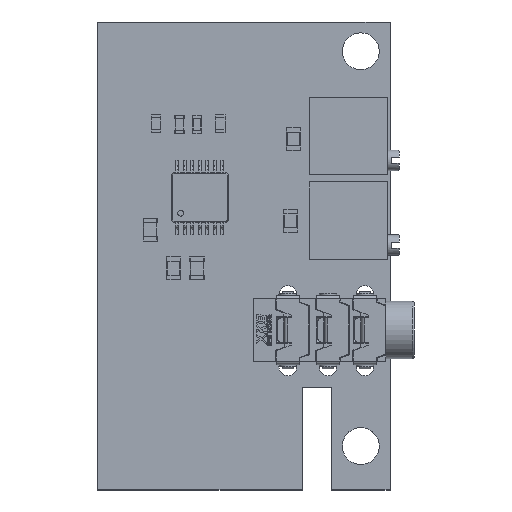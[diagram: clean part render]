
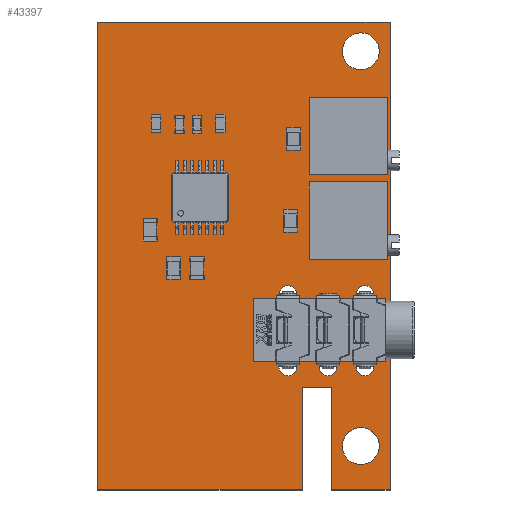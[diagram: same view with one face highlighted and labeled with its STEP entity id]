
A CAD part, top view. The second image highlights one B-rep face of the part: STEP entity #43397.
In plain terms, the highlighted planar face has unit normal (0, 0, 1).
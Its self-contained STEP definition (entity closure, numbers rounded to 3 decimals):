
#43072 = VERTEX_POINT('',#43073);
#43073 = CARTESIAN_POINT('',(12.705,-11.425,1.6));
#43079 = EDGE_CURVE('',#43072,#43080,#43082,.T.);
#43080 = VERTEX_POINT('',#43081);
#43081 = CARTESIAN_POINT('',(12.705,-20.315,1.6));
#43082 = LINE('',#43083,#43084);
#43083 = CARTESIAN_POINT('',(12.705,-11.425,1.6));
#43084 = VECTOR('',#43085,1.);
#43085 = DIRECTION('',(0.,-1.,0.));
#43112 = VERTEX_POINT('',#43113);
#43113 = CARTESIAN_POINT('',(12.705,20.325,1.6));
#43119 = EDGE_CURVE('',#43112,#43072,#43120,.T.);
#43120 = LINE('',#43121,#43122);
#43121 = CARTESIAN_POINT('',(12.705,20.325,1.6));
#43122 = VECTOR('',#43123,1.);
#43123 = DIRECTION('',(0.,-1.,0.));
#43141 = EDGE_CURVE('',#43080,#43142,#43144,.T.);
#43142 = VERTEX_POINT('',#43143);
#43143 = CARTESIAN_POINT('',(7.625,-20.315,1.6));
#43144 = LINE('',#43145,#43146);
#43145 = CARTESIAN_POINT('',(12.705,-20.315,1.6));
#43146 = VECTOR('',#43147,1.);
#43147 = DIRECTION('',(-1.,0.,0.));
#43397 = ADVANCED_FACE('',(#43398,#43457,#43468,#43479,#43490,#43501,
    #43512,#43523,#43534,#43545,#43556,#43567,#43578,#43589,#43600,
    #43611),#43622,.F.);
#43398 = FACE_BOUND('',#43399,.F.);
#43399 = EDGE_LOOP('',(#43400,#43401,#43402,#43410,#43418,#43426,#43434,
    #43442,#43450,#43456));
#43400 = ORIENTED_EDGE('',*,*,#43079,.T.);
#43401 = ORIENTED_EDGE('',*,*,#43141,.T.);
#43402 = ORIENTED_EDGE('',*,*,#43403,.T.);
#43403 = EDGE_CURVE('',#43142,#43404,#43406,.T.);
#43404 = VERTEX_POINT('',#43405);
#43405 = CARTESIAN_POINT('',(7.625,-11.425,1.6));
#43406 = LINE('',#43407,#43408);
#43407 = CARTESIAN_POINT('',(7.625,-20.315,1.6));
#43408 = VECTOR('',#43409,1.);
#43409 = DIRECTION('',(0.,1.,0.));
#43410 = ORIENTED_EDGE('',*,*,#43411,.T.);
#43411 = EDGE_CURVE('',#43404,#43412,#43414,.T.);
#43412 = VERTEX_POINT('',#43413);
#43413 = CARTESIAN_POINT('',(5.085,-11.425,1.6));
#43414 = LINE('',#43415,#43416);
#43415 = CARTESIAN_POINT('',(7.625,-11.425,1.6));
#43416 = VECTOR('',#43417,1.);
#43417 = DIRECTION('',(-1.,0.,0.));
#43418 = ORIENTED_EDGE('',*,*,#43419,.T.);
#43419 = EDGE_CURVE('',#43412,#43420,#43422,.T.);
#43420 = VERTEX_POINT('',#43421);
#43421 = CARTESIAN_POINT('',(5.085,-20.315,1.6));
#43422 = LINE('',#43423,#43424);
#43423 = CARTESIAN_POINT('',(5.085,-11.425,1.6));
#43424 = VECTOR('',#43425,1.);
#43425 = DIRECTION('',(0.,-1.,0.));
#43426 = ORIENTED_EDGE('',*,*,#43427,.T.);
#43427 = EDGE_CURVE('',#43420,#43428,#43430,.T.);
#43428 = VERTEX_POINT('',#43429);
#43429 = CARTESIAN_POINT('',(-12.695,-20.315,1.6));
#43430 = LINE('',#43431,#43432);
#43431 = CARTESIAN_POINT('',(5.085,-20.315,1.6));
#43432 = VECTOR('',#43433,1.);
#43433 = DIRECTION('',(-1.,0.,0.));
#43434 = ORIENTED_EDGE('',*,*,#43435,.T.);
#43435 = EDGE_CURVE('',#43428,#43436,#43438,.T.);
#43436 = VERTEX_POINT('',#43437);
#43437 = CARTESIAN_POINT('',(-12.695,-11.425,1.6));
#43438 = LINE('',#43439,#43440);
#43439 = CARTESIAN_POINT('',(-12.695,-20.315,1.6));
#43440 = VECTOR('',#43441,1.);
#43441 = DIRECTION('',(0.,1.,0.));
#43442 = ORIENTED_EDGE('',*,*,#43443,.T.);
#43443 = EDGE_CURVE('',#43436,#43444,#43446,.T.);
#43444 = VERTEX_POINT('',#43445);
#43445 = CARTESIAN_POINT('',(-12.695,20.325,1.6));
#43446 = LINE('',#43447,#43448);
#43447 = CARTESIAN_POINT('',(-12.695,-11.425,1.6));
#43448 = VECTOR('',#43449,1.);
#43449 = DIRECTION('',(0.,1.,0.));
#43450 = ORIENTED_EDGE('',*,*,#43451,.T.);
#43451 = EDGE_CURVE('',#43444,#43112,#43452,.T.);
#43452 = LINE('',#43453,#43454);
#43453 = CARTESIAN_POINT('',(-12.695,20.325,1.6));
#43454 = VECTOR('',#43455,1.);
#43455 = DIRECTION('',(1.,0.,0.));
#43456 = ORIENTED_EDGE('',*,*,#43119,.T.);
#43457 = FACE_BOUND('',#43458,.F.);
#43458 = EDGE_LOOP('',(#43459));
#43459 = ORIENTED_EDGE('',*,*,#43460,.F.);
#43460 = EDGE_CURVE('',#43461,#43461,#43463,.T.);
#43461 = VERTEX_POINT('',#43462);
#43462 = CARTESIAN_POINT('',(10.165,-18.105,1.6));
#43463 = CIRCLE('',#43464,1.6);
#43464 = AXIS2_PLACEMENT_3D('',#43465,#43466,#43467);
#43465 = CARTESIAN_POINT('',(10.165,-16.505,1.6));
#43466 = DIRECTION('',(-0.,0.,-1.));
#43467 = DIRECTION('',(-0.,-1.,0.));
#43468 = FACE_BOUND('',#43469,.F.);
#43469 = EDGE_LOOP('',(#43470));
#43470 = ORIENTED_EDGE('',*,*,#43471,.F.);
#43471 = EDGE_CURVE('',#43472,#43472,#43474,.T.);
#43472 = VERTEX_POINT('',#43473);
#43473 = CARTESIAN_POINT('',(10.524,-10.401,1.6));
#43474 = CIRCLE('',#43475,0.765);
#43475 = AXIS2_PLACEMENT_3D('',#43476,#43477,#43478);
#43476 = CARTESIAN_POINT('',(10.524,-9.636,1.6));
#43477 = DIRECTION('',(-0.,0.,-1.));
#43478 = DIRECTION('',(0.,-1.,0.));
#43479 = FACE_BOUND('',#43480,.F.);
#43480 = EDGE_LOOP('',(#43481));
#43481 = ORIENTED_EDGE('',*,*,#43482,.F.);
#43482 = EDGE_CURVE('',#43483,#43483,#43485,.T.);
#43483 = VERTEX_POINT('',#43484);
#43484 = CARTESIAN_POINT('',(10.524,-4.101,1.6));
#43485 = CIRCLE('',#43486,0.765);
#43486 = AXIS2_PLACEMENT_3D('',#43487,#43488,#43489);
#43487 = CARTESIAN_POINT('',(10.524,-3.336,1.6));
#43488 = DIRECTION('',(-0.,0.,-1.));
#43489 = DIRECTION('',(0.,-1.,0.));
#43490 = FACE_BOUND('',#43491,.F.);
#43491 = EDGE_LOOP('',(#43492));
#43492 = ORIENTED_EDGE('',*,*,#43493,.F.);
#43493 = EDGE_CURVE('',#43494,#43494,#43496,.T.);
#43494 = VERTEX_POINT('',#43495);
#43495 = CARTESIAN_POINT('',(9.824,-7.186,1.6));
#43496 = CIRCLE('',#43497,0.7);
#43497 = AXIS2_PLACEMENT_3D('',#43498,#43499,#43500);
#43498 = CARTESIAN_POINT('',(9.824,-6.486,1.6));
#43499 = DIRECTION('',(-0.,0.,-1.));
#43500 = DIRECTION('',(-0.,-1.,0.));
#43501 = FACE_BOUND('',#43502,.F.);
#43502 = EDGE_LOOP('',(#43503));
#43503 = ORIENTED_EDGE('',*,*,#43504,.F.);
#43504 = EDGE_CURVE('',#43505,#43505,#43507,.T.);
#43505 = VERTEX_POINT('',#43506);
#43506 = CARTESIAN_POINT('',(9.161,0.128,1.6));
#43507 = CIRCLE('',#43508,0.4);
#43508 = AXIS2_PLACEMENT_3D('',#43509,#43510,#43511);
#43509 = CARTESIAN_POINT('',(9.161,0.528,1.6));
#43510 = DIRECTION('',(-0.,0.,-1.));
#43511 = DIRECTION('',(-0.,-1.,0.));
#43512 = FACE_BOUND('',#43513,.F.);
#43513 = EDGE_LOOP('',(#43514));
#43514 = ORIENTED_EDGE('',*,*,#43515,.F.);
#43515 = EDGE_CURVE('',#43516,#43516,#43518,.T.);
#43516 = VERTEX_POINT('',#43517);
#43517 = CARTESIAN_POINT('',(7.324,-10.401,1.6));
#43518 = CIRCLE('',#43519,0.765);
#43519 = AXIS2_PLACEMENT_3D('',#43520,#43521,#43522);
#43520 = CARTESIAN_POINT('',(7.324,-9.636,1.6));
#43521 = DIRECTION('',(-0.,0.,-1.));
#43522 = DIRECTION('',(-0.,-1.,0.));
#43523 = FACE_BOUND('',#43524,.F.);
#43524 = EDGE_LOOP('',(#43525));
#43525 = ORIENTED_EDGE('',*,*,#43526,.F.);
#43526 = EDGE_CURVE('',#43527,#43527,#43529,.T.);
#43527 = VERTEX_POINT('',#43528);
#43528 = CARTESIAN_POINT('',(3.824,-10.401,1.6));
#43529 = CIRCLE('',#43530,0.765);
#43530 = AXIS2_PLACEMENT_3D('',#43531,#43532,#43533);
#43531 = CARTESIAN_POINT('',(3.824,-9.636,1.6));
#43532 = DIRECTION('',(-0.,0.,-1.));
#43533 = DIRECTION('',(0.,-1.,0.));
#43534 = FACE_BOUND('',#43535,.F.);
#43535 = EDGE_LOOP('',(#43536));
#43536 = ORIENTED_EDGE('',*,*,#43537,.F.);
#43537 = EDGE_CURVE('',#43538,#43538,#43540,.T.);
#43538 = VERTEX_POINT('',#43539);
#43539 = CARTESIAN_POINT('',(3.824,-7.186,1.6));
#43540 = CIRCLE('',#43541,0.7);
#43541 = AXIS2_PLACEMENT_3D('',#43542,#43543,#43544);
#43542 = CARTESIAN_POINT('',(3.824,-6.486,1.6));
#43543 = DIRECTION('',(-0.,0.,-1.));
#43544 = DIRECTION('',(-0.,-1.,0.));
#43545 = FACE_BOUND('',#43546,.F.);
#43546 = EDGE_LOOP('',(#43547));
#43547 = ORIENTED_EDGE('',*,*,#43548,.F.);
#43548 = EDGE_CURVE('',#43549,#43549,#43551,.T.);
#43549 = VERTEX_POINT('',#43550);
#43550 = CARTESIAN_POINT('',(3.824,-4.101,1.6));
#43551 = CIRCLE('',#43552,0.765);
#43552 = AXIS2_PLACEMENT_3D('',#43553,#43554,#43555);
#43553 = CARTESIAN_POINT('',(3.824,-3.336,1.6));
#43554 = DIRECTION('',(-0.,0.,-1.));
#43555 = DIRECTION('',(0.,-1.,0.));
#43556 = FACE_BOUND('',#43557,.F.);
#43557 = EDGE_LOOP('',(#43558));
#43558 = ORIENTED_EDGE('',*,*,#43559,.F.);
#43559 = EDGE_CURVE('',#43560,#43560,#43562,.T.);
#43560 = VERTEX_POINT('',#43561);
#43561 = CARTESIAN_POINT('',(11.701,2.668,1.6));
#43562 = CIRCLE('',#43563,0.4);
#43563 = AXIS2_PLACEMENT_3D('',#43564,#43565,#43566);
#43564 = CARTESIAN_POINT('',(11.701,3.068,1.6));
#43565 = DIRECTION('',(-0.,0.,-1.));
#43566 = DIRECTION('',(-0.,-1.,0.));
#43567 = FACE_BOUND('',#43568,.F.);
#43568 = EDGE_LOOP('',(#43569));
#43569 = ORIENTED_EDGE('',*,*,#43570,.F.);
#43570 = EDGE_CURVE('',#43571,#43571,#43573,.T.);
#43571 = VERTEX_POINT('',#43572);
#43572 = CARTESIAN_POINT('',(9.161,5.208,1.6));
#43573 = CIRCLE('',#43574,0.4);
#43574 = AXIS2_PLACEMENT_3D('',#43575,#43576,#43577);
#43575 = CARTESIAN_POINT('',(9.161,5.608,1.6));
#43576 = DIRECTION('',(-0.,0.,-1.));
#43577 = DIRECTION('',(-0.,-1.,0.));
#43578 = FACE_BOUND('',#43579,.F.);
#43579 = EDGE_LOOP('',(#43580));
#43580 = ORIENTED_EDGE('',*,*,#43581,.F.);
#43581 = EDGE_CURVE('',#43582,#43582,#43584,.T.);
#43582 = VERTEX_POINT('',#43583);
#43583 = CARTESIAN_POINT('',(9.161,7.494,1.6));
#43584 = CIRCLE('',#43585,0.4);
#43585 = AXIS2_PLACEMENT_3D('',#43586,#43587,#43588);
#43586 = CARTESIAN_POINT('',(9.161,7.894,1.6));
#43587 = DIRECTION('',(-0.,0.,-1.));
#43588 = DIRECTION('',(-0.,-1.,0.));
#43589 = FACE_BOUND('',#43590,.F.);
#43590 = EDGE_LOOP('',(#43591));
#43591 = ORIENTED_EDGE('',*,*,#43592,.F.);
#43592 = EDGE_CURVE('',#43593,#43593,#43595,.T.);
#43593 = VERTEX_POINT('',#43594);
#43594 = CARTESIAN_POINT('',(11.701,10.034,1.6));
#43595 = CIRCLE('',#43596,0.4);
#43596 = AXIS2_PLACEMENT_3D('',#43597,#43598,#43599);
#43597 = CARTESIAN_POINT('',(11.701,10.434,1.6));
#43598 = DIRECTION('',(-0.,0.,-1.));
#43599 = DIRECTION('',(-0.,-1.,0.));
#43600 = FACE_BOUND('',#43601,.F.);
#43601 = EDGE_LOOP('',(#43602));
#43602 = ORIENTED_EDGE('',*,*,#43603,.F.);
#43603 = EDGE_CURVE('',#43604,#43604,#43606,.T.);
#43604 = VERTEX_POINT('',#43605);
#43605 = CARTESIAN_POINT('',(10.165,16.185,1.6));
#43606 = CIRCLE('',#43607,1.6);
#43607 = AXIS2_PLACEMENT_3D('',#43608,#43609,#43610);
#43608 = CARTESIAN_POINT('',(10.165,17.785,1.6));
#43609 = DIRECTION('',(-0.,0.,-1.));
#43610 = DIRECTION('',(-0.,-1.,0.));
#43611 = FACE_BOUND('',#43612,.F.);
#43612 = EDGE_LOOP('',(#43613));
#43613 = ORIENTED_EDGE('',*,*,#43614,.F.);
#43614 = EDGE_CURVE('',#43615,#43615,#43617,.T.);
#43615 = VERTEX_POINT('',#43616);
#43616 = CARTESIAN_POINT('',(9.161,12.574,1.6));
#43617 = CIRCLE('',#43618,0.4);
#43618 = AXIS2_PLACEMENT_3D('',#43619,#43620,#43621);
#43619 = CARTESIAN_POINT('',(9.161,12.974,1.6));
#43620 = DIRECTION('',(-0.,0.,-1.));
#43621 = DIRECTION('',(-0.,-1.,0.));
#43622 = PLANE('',#43623);
#43623 = AXIS2_PLACEMENT_3D('',#43624,#43625,#43626);
#43624 = CARTESIAN_POINT('',(0.758,-1.728,1.6));
#43625 = DIRECTION('',(-0.,-0.,-1.));
#43626 = DIRECTION('',(-1.,0.,0.));
